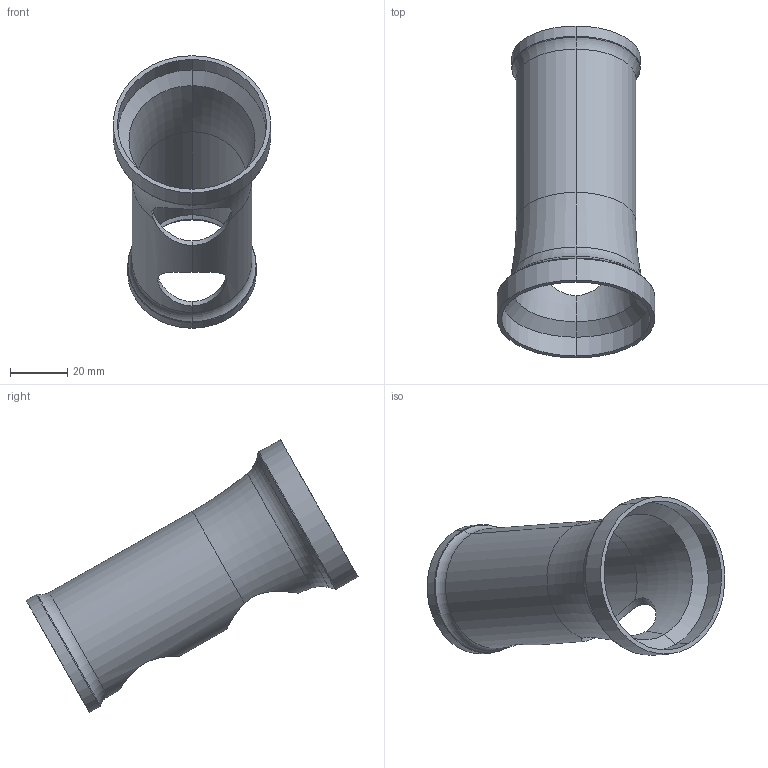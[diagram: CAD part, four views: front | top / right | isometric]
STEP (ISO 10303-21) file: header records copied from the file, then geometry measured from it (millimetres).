
FILE_DESCRIPTION (( 'STEP AP214' ), '1' );
FILE_NAME ('HEAD-TUBE.STEP', '2020-02-25T17:42:25', ( '' ), ( '' ), 'SwSTEP 2.0', 'SolidWorks 2018', '' );
FILE_SCHEMA (( 'AUTOMOTIVE_DESIGN' ));
Length unit declared in the file: millimetre
Products named in the file (1): HEAD-TUBE
Bounding box: 55.1 x 116.03 x 95.27 mm (x, y, z)
Volume: 23652 mm3; surface area: 27054.4 mm2
Topology: 1 solids, 1 shells, 38 faces, 86 edges, 46 vertices
Faces by surface type: cylinder 16, torus 12, cone 8, plane 2
Entity records: 1500 total; most frequent: CARTESIAN_POINT 603, DIRECTION 200, ORIENTED_EDGE 172, AXIS2_PLACEMENT_3D 87, EDGE_CURVE 86, CIRCLE 48, VERTEX_POINT 46, EDGE_LOOP 40
